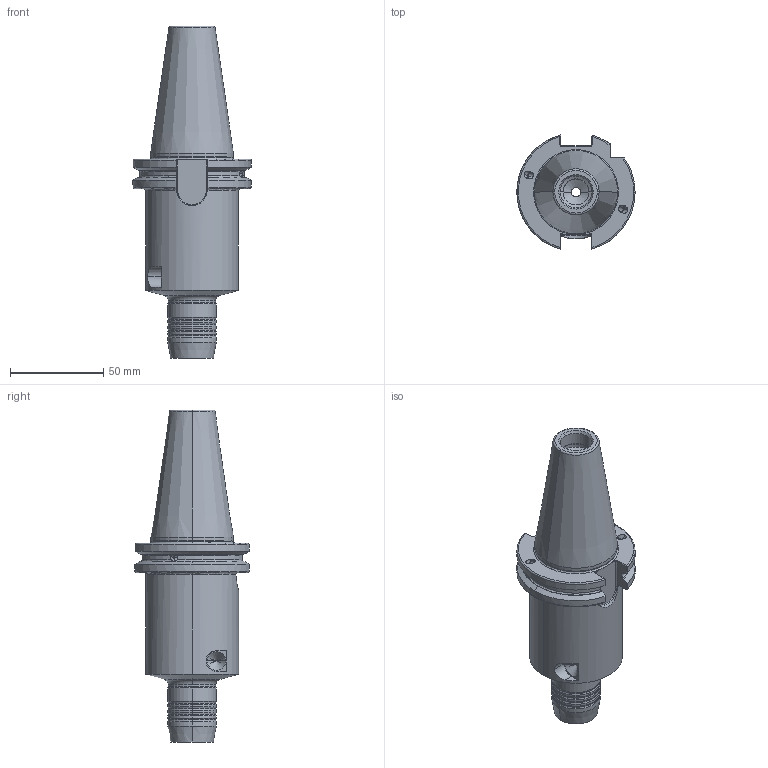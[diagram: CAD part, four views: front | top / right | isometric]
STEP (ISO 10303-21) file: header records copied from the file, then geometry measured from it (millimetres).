
FILE_DESCRIPTION (( 'STEP AP214' ), '1' );
FILE_NAME ('77.402.006 x110_step.STEP', '2022-06-23T06:06:32', ( '' ), ( '' ), 'SwSTEP 2.0', 'SolidWorks 2018', '' );
FILE_SCHEMA (( 'AUTOMOTIVE_DESIGN' ));
Length unit declared in the file: millimetre
Products named in the file (1): 77.402.006 x110_step
Bounding box: 63.5 x 61.28 x 178.25 mm (x, y, z)
Volume: 222168 mm3; surface area: 34040.2 mm2
Topology: 1 solids, 1 shells, 228 faces, 562 edges, 334 vertices
Faces by surface type: cylinder 68, torus 52, cone 46, plane 45, bspline 17
Entity records: 9533 total; most frequent: CARTESIAN_POINT 3820, ORIENTED_EDGE 1120, DIRECTION 1071, EDGE_CURVE 560, AXIS2_PLACEMENT_3D 448, VERTEX_POINT 334, EDGE_LOOP 238, CIRCLE 236
